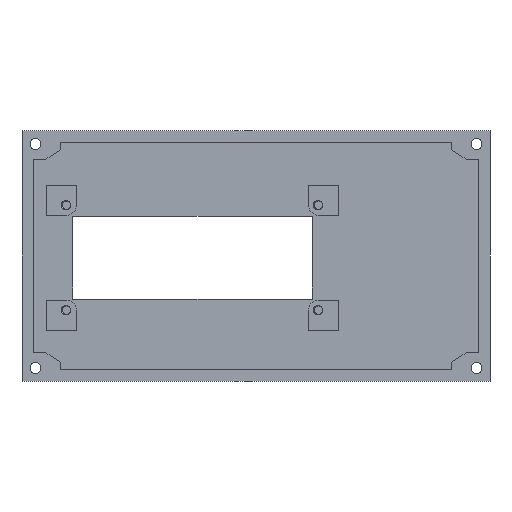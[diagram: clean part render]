
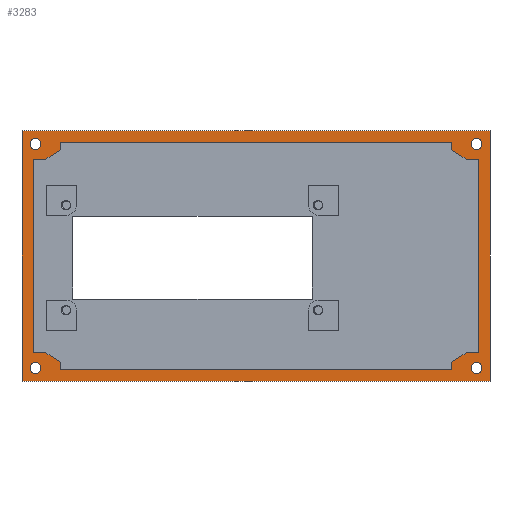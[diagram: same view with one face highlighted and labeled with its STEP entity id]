
A CAD part, front view. The second image highlights one B-rep face of the part: STEP entity #3283.
In plain terms, the highlighted planar face has unit normal (0, -1, 0).
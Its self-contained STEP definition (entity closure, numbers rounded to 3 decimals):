
#25=FACE_BOUND('',#454,.T.);
#26=FACE_BOUND('',#455,.T.);
#27=FACE_BOUND('',#456,.T.);
#28=FACE_BOUND('',#457,.T.);
#29=FACE_BOUND('',#458,.T.);
#83=PLANE('',#3485);
#267=FACE_OUTER_BOUND('',#453,.T.);
#453=EDGE_LOOP('',(#2943,#2944,#2945,#2946));
#454=EDGE_LOOP('',(#2947));
#455=EDGE_LOOP('',(#2948));
#456=EDGE_LOOP('',(#2949));
#457=EDGE_LOOP('',(#2950));
#458=EDGE_LOOP('',(#2951,#2952,#2953,#2954,#2955,#2956,#2957,#2958,#2959,
#2960,#2961,#2962,#2963,#2964,#2965,#2966));
#487=CIRCLE('',#3406,1.6);
#489=CIRCLE('',#3409,1.6);
#491=CIRCLE('',#3412,1.6);
#493=CIRCLE('',#3415,1.6);
#900=LINE('',#11858,#1136);
#904=LINE('',#11866,#1140);
#907=LINE('',#11872,#1143);
#910=LINE('',#11878,#1146);
#913=LINE('',#11884,#1149);
#916=LINE('',#11890,#1152);
#919=LINE('',#11896,#1155);
#922=LINE('',#11902,#1158);
#925=LINE('',#11908,#1161);
#928=LINE('',#11914,#1164);
#931=LINE('',#11920,#1167);
#934=LINE('',#11926,#1170);
#937=LINE('',#11932,#1173);
#940=LINE('',#11938,#1176);
#943=LINE('',#11944,#1179);
#946=LINE('',#11949,#1182);
#950=LINE('',#11958,#1186);
#951=LINE('',#11960,#1187);
#952=LINE('',#11962,#1188);
#953=LINE('',#11963,#1189);
#1136=VECTOR('',#4020,10.);
#1140=VECTOR('',#4026,10.);
#1143=VECTOR('',#4031,10.);
#1146=VECTOR('',#4036,10.);
#1149=VECTOR('',#4041,10.);
#1152=VECTOR('',#4046,10.);
#1155=VECTOR('',#4051,10.);
#1158=VECTOR('',#4056,10.);
#1161=VECTOR('',#4061,10.);
#1164=VECTOR('',#4066,10.);
#1167=VECTOR('',#4071,10.);
#1170=VECTOR('',#4076,10.);
#1173=VECTOR('',#4081,10.);
#1176=VECTOR('',#4086,10.);
#1179=VECTOR('',#4091,10.);
#1182=VECTOR('',#4096,10.);
#1186=VECTOR('',#4104,10.);
#1187=VECTOR('',#4105,10.);
#1188=VECTOR('',#4106,10.);
#1189=VECTOR('',#4107,10.);
#1423=VERTEX_POINT('',#7525);
#1425=VERTEX_POINT('',#7531);
#1427=VERTEX_POINT('',#7537);
#1429=VERTEX_POINT('',#7543);
#1486=VERTEX_POINT('',#11856);
#1487=VERTEX_POINT('',#11857);
#1490=VERTEX_POINT('',#11865);
#1492=VERTEX_POINT('',#11871);
#1494=VERTEX_POINT('',#11877);
#1496=VERTEX_POINT('',#11883);
#1498=VERTEX_POINT('',#11889);
#1500=VERTEX_POINT('',#11895);
#1502=VERTEX_POINT('',#11901);
#1504=VERTEX_POINT('',#11907);
#1506=VERTEX_POINT('',#11913);
#1508=VERTEX_POINT('',#11919);
#1510=VERTEX_POINT('',#11925);
#1512=VERTEX_POINT('',#11931);
#1514=VERTEX_POINT('',#11937);
#1516=VERTEX_POINT('',#11943);
#1519=VERTEX_POINT('',#11956);
#1520=VERTEX_POINT('',#11957);
#1521=VERTEX_POINT('',#11959);
#1522=VERTEX_POINT('',#11961);
#1831=EDGE_CURVE('',#1423,#1423,#487,.T.);
#1834=EDGE_CURVE('',#1425,#1425,#489,.T.);
#1837=EDGE_CURVE('',#1427,#1427,#491,.T.);
#1840=EDGE_CURVE('',#1429,#1429,#493,.T.);
#1956=EDGE_CURVE('',#1486,#1487,#900,.T.);
#1960=EDGE_CURVE('',#1487,#1490,#904,.T.);
#1963=EDGE_CURVE('',#1490,#1492,#907,.T.);
#1966=EDGE_CURVE('',#1492,#1494,#910,.T.);
#1969=EDGE_CURVE('',#1494,#1496,#913,.T.);
#1972=EDGE_CURVE('',#1496,#1498,#916,.T.);
#1975=EDGE_CURVE('',#1498,#1500,#919,.T.);
#1978=EDGE_CURVE('',#1500,#1502,#922,.T.);
#1981=EDGE_CURVE('',#1502,#1504,#925,.T.);
#1984=EDGE_CURVE('',#1504,#1506,#928,.T.);
#1987=EDGE_CURVE('',#1506,#1508,#931,.T.);
#1990=EDGE_CURVE('',#1508,#1510,#934,.T.);
#1993=EDGE_CURVE('',#1510,#1512,#937,.T.);
#1996=EDGE_CURVE('',#1512,#1514,#940,.T.);
#1999=EDGE_CURVE('',#1514,#1516,#943,.T.);
#2002=EDGE_CURVE('',#1516,#1486,#946,.T.);
#2006=EDGE_CURVE('',#1519,#1520,#950,.T.);
#2007=EDGE_CURVE('',#1521,#1519,#951,.T.);
#2008=EDGE_CURVE('',#1522,#1521,#952,.T.);
#2009=EDGE_CURVE('',#1520,#1522,#953,.T.);
#2943=ORIENTED_EDGE('',*,*,#2006,.F.);
#2944=ORIENTED_EDGE('',*,*,#2007,.F.);
#2945=ORIENTED_EDGE('',*,*,#2008,.F.);
#2946=ORIENTED_EDGE('',*,*,#2009,.F.);
#2947=ORIENTED_EDGE('',*,*,#1831,.T.);
#2948=ORIENTED_EDGE('',*,*,#1834,.T.);
#2949=ORIENTED_EDGE('',*,*,#1837,.T.);
#2950=ORIENTED_EDGE('',*,*,#1840,.T.);
#2951=ORIENTED_EDGE('',*,*,#1956,.T.);
#2952=ORIENTED_EDGE('',*,*,#1960,.T.);
#2953=ORIENTED_EDGE('',*,*,#1963,.T.);
#2954=ORIENTED_EDGE('',*,*,#1966,.T.);
#2955=ORIENTED_EDGE('',*,*,#1969,.T.);
#2956=ORIENTED_EDGE('',*,*,#1972,.T.);
#2957=ORIENTED_EDGE('',*,*,#1975,.T.);
#2958=ORIENTED_EDGE('',*,*,#1978,.T.);
#2959=ORIENTED_EDGE('',*,*,#1981,.T.);
#2960=ORIENTED_EDGE('',*,*,#1984,.T.);
#2961=ORIENTED_EDGE('',*,*,#1987,.T.);
#2962=ORIENTED_EDGE('',*,*,#1990,.T.);
#2963=ORIENTED_EDGE('',*,*,#1993,.T.);
#2964=ORIENTED_EDGE('',*,*,#1996,.T.);
#2965=ORIENTED_EDGE('',*,*,#1999,.T.);
#2966=ORIENTED_EDGE('',*,*,#2002,.T.);
#3283=ADVANCED_FACE('',(#267,#25,#26,#27,#28,#29),#83,.F.);
#3406=AXIS2_PLACEMENT_3D('',#7526,#3817,#3818);
#3409=AXIS2_PLACEMENT_3D('',#7532,#3824,#3825);
#3412=AXIS2_PLACEMENT_3D('',#7538,#3831,#3832);
#3415=AXIS2_PLACEMENT_3D('',#7544,#3838,#3839);
#3485=AXIS2_PLACEMENT_3D('',#11955,#4102,#4103);
#3817=DIRECTION('center_axis',(0.,1.,0.));
#3818=DIRECTION('ref_axis',(0.,0.,-1.));
#3824=DIRECTION('center_axis',(0.,1.,0.));
#3825=DIRECTION('ref_axis',(0.,0.,-1.));
#3831=DIRECTION('center_axis',(0.,1.,0.));
#3832=DIRECTION('ref_axis',(0.,0.,-1.));
#3838=DIRECTION('center_axis',(0.,1.,0.));
#3839=DIRECTION('ref_axis',(0.,0.,-1.));
#4020=DIRECTION('',(0.,0.,1.));
#4026=DIRECTION('',(-0.848,0.,0.53));
#4031=DIRECTION('',(-1.,0.,0.));
#4036=DIRECTION('',(0.,0.,1.));
#4041=DIRECTION('',(1.,0.,0.));
#4046=DIRECTION('',(0.848,0.,0.53));
#4051=DIRECTION('',(0.,0.,1.));
#4056=DIRECTION('',(1.,0.,0.));
#4061=DIRECTION('',(0.,0.,-1.));
#4066=DIRECTION('',(0.848,0.,-0.53));
#4071=DIRECTION('',(1.,0.,0.));
#4076=DIRECTION('',(0.,0.,-1.));
#4081=DIRECTION('',(-1.,0.,0.));
#4086=DIRECTION('',(-0.848,0.,-0.53));
#4091=DIRECTION('',(0.,0.,-1.));
#4096=DIRECTION('',(-1.,0.,0.));
#4102=DIRECTION('center_axis',(0.,1.,0.));
#4103=DIRECTION('ref_axis',(1.,0.,0.));
#4104=DIRECTION('',(-1.,0.,0.));
#4105=DIRECTION('',(0.,0.,-1.));
#4106=DIRECTION('',(1.,0.,0.));
#4107=DIRECTION('',(0.,0.,1.));
#7525=CARTESIAN_POINT('',(136.,45.,-69.4));
#7526=CARTESIAN_POINT('Origin',(136.,45.,-71.));
#7531=CARTESIAN_POINT('',(4.,45.,-69.4));
#7532=CARTESIAN_POINT('Origin',(4.,45.,-71.));
#7537=CARTESIAN_POINT('',(4.,45.,-2.4));
#7538=CARTESIAN_POINT('Origin',(4.,45.,-4.));
#7543=CARTESIAN_POINT('',(136.,45.,-2.4));
#7544=CARTESIAN_POINT('Origin',(136.,45.,-4.));
#11856=CARTESIAN_POINT('',(11.5,45.,-71.5));
#11857=CARTESIAN_POINT('',(11.5,45.,-69.223));
#11858=CARTESIAN_POINT('',(11.5,45.,-53.361));
#11865=CARTESIAN_POINT('',(7.143,45.,-66.5));
#11866=CARTESIAN_POINT('',(23.227,45.,-76.552));
#11871=CARTESIAN_POINT('',(3.5,45.,-66.5));
#11872=CARTESIAN_POINT('',(36.75,45.,-66.5));
#11877=CARTESIAN_POINT('',(3.5,45.,-8.5));
#11878=CARTESIAN_POINT('',(3.5,45.,-23.));
#11883=CARTESIAN_POINT('',(7.143,45.,-8.5));
#11884=CARTESIAN_POINT('',(38.572,45.,-8.5));
#11889=CARTESIAN_POINT('',(11.5,45.,-5.777));
#11890=CARTESIAN_POINT('',(25.405,45.,2.913));
#11895=CARTESIAN_POINT('',(11.5,45.,-3.5));
#11896=CARTESIAN_POINT('',(11.5,45.,-20.5));
#11901=CARTESIAN_POINT('',(128.5,45.,-3.5));
#11902=CARTESIAN_POINT('',(99.25,45.,-3.5));
#11907=CARTESIAN_POINT('',(128.5,45.,-5.777));
#11908=CARTESIAN_POINT('',(128.5,45.,-21.639));
#11913=CARTESIAN_POINT('',(132.857,45.,-8.5));
#11914=CARTESIAN_POINT('',(116.773,45.,1.552));
#11919=CARTESIAN_POINT('',(136.5,45.,-8.5));
#11920=CARTESIAN_POINT('',(103.25,45.,-8.5));
#11925=CARTESIAN_POINT('',(136.5,45.,-66.5));
#11926=CARTESIAN_POINT('',(136.5,45.,-52.));
#11931=CARTESIAN_POINT('',(132.857,45.,-66.5));
#11932=CARTESIAN_POINT('',(101.428,45.,-66.5));
#11937=CARTESIAN_POINT('',(128.5,45.,-69.223));
#11938=CARTESIAN_POINT('',(114.595,45.,-77.913));
#11943=CARTESIAN_POINT('',(128.5,45.,-71.5));
#11944=CARTESIAN_POINT('',(128.5,45.,-54.5));
#11949=CARTESIAN_POINT('',(40.75,45.,-71.5));
#11955=CARTESIAN_POINT('Origin',(70.,45.,-37.5));
#11956=CARTESIAN_POINT('',(140.,45.,-75.));
#11957=CARTESIAN_POINT('',(0.,45.,-75.));
#11958=CARTESIAN_POINT('',(140.,45.,-75.));
#11959=CARTESIAN_POINT('',(140.,45.,0.));
#11960=CARTESIAN_POINT('',(140.,45.,0.));
#11961=CARTESIAN_POINT('',(0.,45.,0.));
#11962=CARTESIAN_POINT('',(0.,45.,0.));
#11963=CARTESIAN_POINT('',(0.,45.,-75.));
